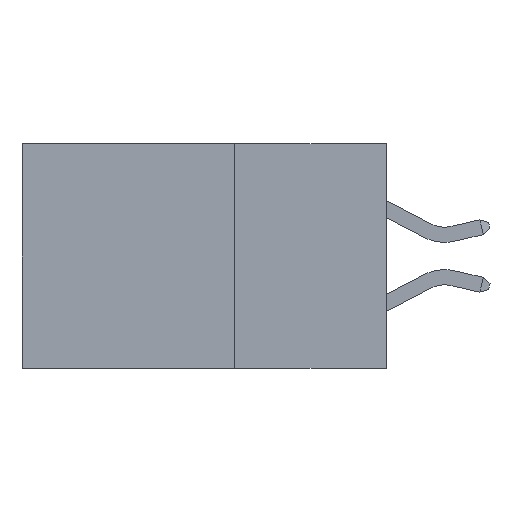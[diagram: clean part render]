
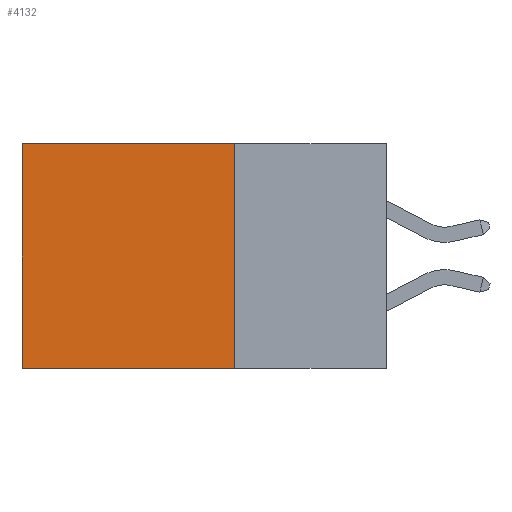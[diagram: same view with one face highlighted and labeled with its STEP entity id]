
A CAD part, left-side view. The second image highlights one B-rep face of the part: STEP entity #4132.
In plain terms, the highlighted planar face has unit normal (-1, 0, 0).
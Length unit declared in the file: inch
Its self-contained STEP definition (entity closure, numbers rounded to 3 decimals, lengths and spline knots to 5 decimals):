
#3092 = DIRECTION ( 'NONE',  ( 0., 1., 0. ) ) ;
#3309 = DIRECTION ( 'NONE',  ( 0., 0., -1. ) ) ;
#3379 = LINE ( 'NONE', #13154, #8738 ) ;
#3854 = VECTOR ( 'NONE', #3092, 39.37008 ) ;
#4132 = ADVANCED_FACE ( 'NONE', ( #7768 ), #12355, .F. ) ;
#4334 = VERTEX_POINT ( 'NONE', #8518 ) ;
#4568 = LINE ( 'NONE', #9532, #3854 ) ;
#5953 = CARTESIAN_POINT ( 'NONE',  ( 0.2615, 0.6, -0.37 ) ) ;
#7144 = CARTESIAN_POINT ( 'NONE',  ( 0.2615, 0.6, -0.37 ) ) ;
#7374 = VECTOR ( 'NONE', #12404, 39.37008 ) ;
#7694 = ORIENTED_EDGE ( 'NONE', *, *, #9310, .T. ) ;
#7768 = FACE_OUTER_BOUND ( 'NONE', #13579, .T. ) ;
#8033 = CARTESIAN_POINT ( 'NONE',  ( 0.2615, 0.6, 0. ) ) ;
#8101 = VERTEX_POINT ( 'NONE', #5953 ) ;
#8167 = AXIS2_PLACEMENT_3D ( 'NONE', #12333, #11866, #11801 ) ;
#8226 = VERTEX_POINT ( 'NONE', #8263 ) ;
#8263 = CARTESIAN_POINT ( 'NONE',  ( 0.2615, 0.25, -0.37 ) ) ;
#8518 = CARTESIAN_POINT ( 'NONE',  ( 0.2615, 0.25, 0. ) ) ;
#8738 = VECTOR ( 'NONE', #12110, 39.37008 ) ;
#8884 = VECTOR ( 'NONE', #3309, 39.37008 ) ;
#9310 = EDGE_CURVE ( 'NONE', #4334, #10436, #3379, .T. ) ;
#9532 = CARTESIAN_POINT ( 'NONE',  ( 0.2615, 0.25, -0.37 ) ) ;
#9799 = EDGE_CURVE ( 'NONE', #4334, #8226, #12428, .T. ) ;
#10436 = VERTEX_POINT ( 'NONE', #8033 ) ;
#10690 = EDGE_CURVE ( 'NONE', #8226, #8101, #4568, .T. ) ;
#10813 = CARTESIAN_POINT ( 'NONE',  ( 0.2615, 0.25, -0.37 ) ) ;
#11122 = ORIENTED_EDGE ( 'NONE', *, *, #10690, .F. ) ;
#11801 = DIRECTION ( 'NONE',  ( 0., 0., -1. ) ) ;
#11866 = DIRECTION ( 'NONE',  ( 1., 0., 0. ) ) ;
#12110 = DIRECTION ( 'NONE',  ( 0., 1., 0. ) ) ;
#12148 = ORIENTED_EDGE ( 'NONE', *, *, #9799, .F. ) ;
#12333 = CARTESIAN_POINT ( 'NONE',  ( 0.2615, 0.25, -0.37 ) ) ;
#12355 = PLANE ( 'NONE',  #8167 ) ;
#12404 = DIRECTION ( 'NONE',  ( 0., 0., -1. ) ) ;
#12428 = LINE ( 'NONE', #10813, #8884 ) ;
#13154 = CARTESIAN_POINT ( 'NONE',  ( 0.2615, 0.25, 0. ) ) ;
#13243 = EDGE_CURVE ( 'NONE', #10436, #8101, #13341, .T. ) ;
#13341 = LINE ( 'NONE', #7144, #7374 ) ;
#13428 = ORIENTED_EDGE ( 'NONE', *, *, #13243, .T. ) ;
#13579 = EDGE_LOOP ( 'NONE', ( #13428, #11122, #12148, #7694 ) ) ;
